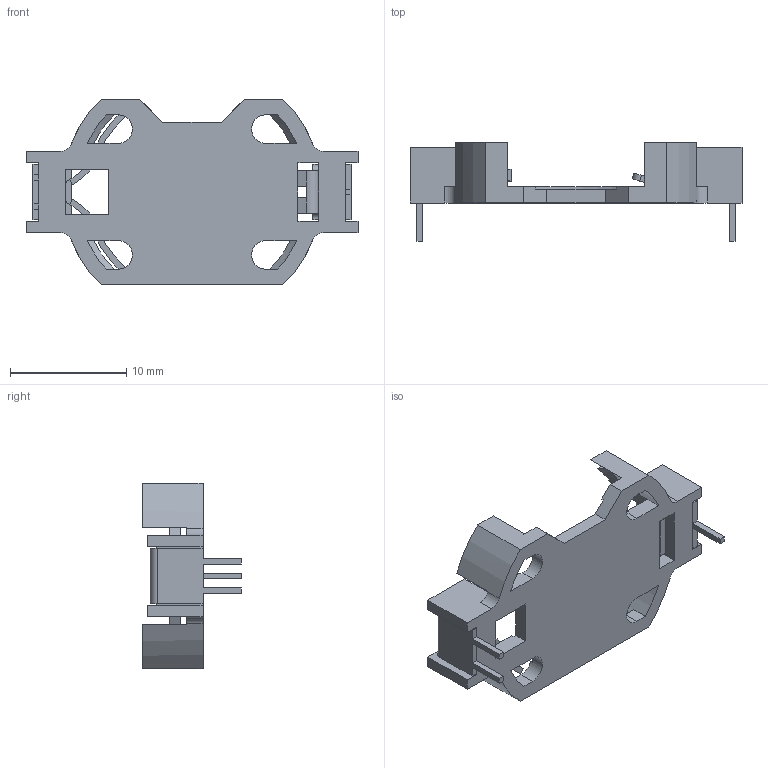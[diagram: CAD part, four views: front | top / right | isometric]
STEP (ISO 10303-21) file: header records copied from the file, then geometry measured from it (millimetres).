
FILE_DESCRIPTION (( 'STEP AP214' ), '1' );
FILE_NAME ('BU2032-1-G.STEP', '2019-10-17T13:48:41', ( '' ), ( '' ), 'SwSTEP 2.0', 'SolidWorks 2017', '' );
FILE_SCHEMA (( 'AUTOMOTIVE_DESIGN' ));
Length unit declared in the file: millimetre
Products named in the file (1): BU2032-1-G
Bounding box: 28.6 x 8.5 x 16 mm (x, y, z)
Volume: 643.3 mm3; surface area: 1507.1 mm2
Topology: 3 solids, 3 shells, 198 faces, 530 edges, 332 vertices
Faces by surface type: plane 143, cylinder 51, cone 4
Entity records: 6190 total; most frequent: CARTESIAN_POINT 1085, ORIENTED_EDGE 1060, DIRECTION 1042, EDGE_CURVE 530, LINE 400, VECTOR 400, VERTEX_POINT 332, AXIS2_PLACEMENT_3D 321
